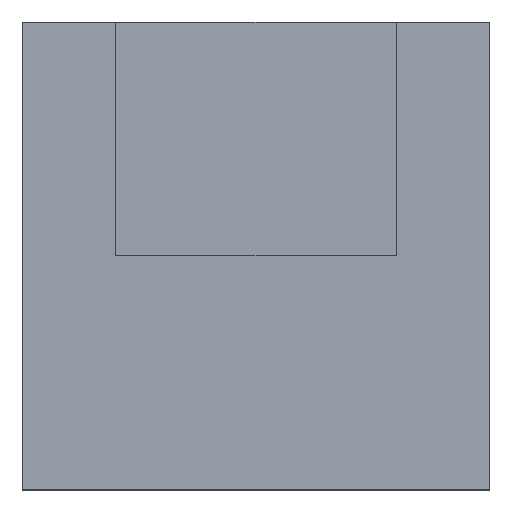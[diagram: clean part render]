
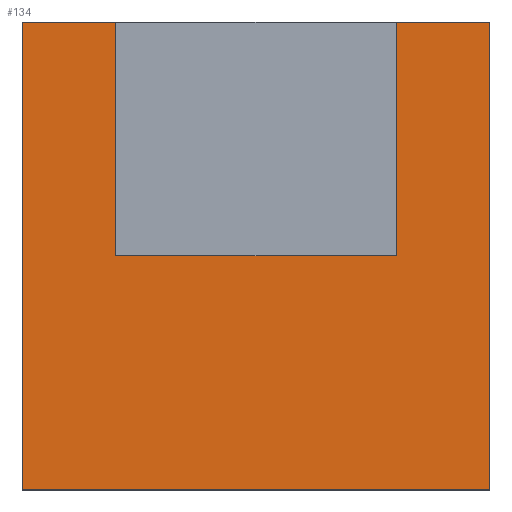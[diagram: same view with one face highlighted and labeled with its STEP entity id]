
A CAD part, top view. The second image highlights one B-rep face of the part: STEP entity #134.
In plain terms, the highlighted planar face has unit normal (0, 0, 1).
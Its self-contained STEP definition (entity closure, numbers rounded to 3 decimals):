
#16=FACE_OUTER_BOUND('',#23,.T.);
#23=EDGE_LOOP('',(#93,#94,#95,#96,#97,#98,#99,#100));
#30=LINE('',#199,#47);
#31=LINE('',#201,#48);
#32=LINE('',#203,#49);
#33=LINE('',#205,#50);
#34=LINE('',#207,#51);
#35=LINE('',#209,#52);
#36=LINE('',#211,#53);
#37=LINE('',#212,#54);
#47=VECTOR('',#166,10.);
#48=VECTOR('',#167,10.);
#49=VECTOR('',#168,10.);
#50=VECTOR('',#169,10.);
#51=VECTOR('',#170,10.);
#52=VECTOR('',#171,10.);
#53=VECTOR('',#172,10.);
#54=VECTOR('',#173,10.);
#64=VERTEX_POINT('',#197);
#65=VERTEX_POINT('',#198);
#66=VERTEX_POINT('',#200);
#67=VERTEX_POINT('',#202);
#68=VERTEX_POINT('',#204);
#69=VERTEX_POINT('',#206);
#70=VERTEX_POINT('',#208);
#71=VERTEX_POINT('',#210);
#76=EDGE_CURVE('',#64,#65,#30,.T.);
#77=EDGE_CURVE('',#65,#66,#31,.T.);
#78=EDGE_CURVE('',#66,#67,#32,.T.);
#79=EDGE_CURVE('',#67,#68,#33,.T.);
#80=EDGE_CURVE('',#68,#69,#34,.T.);
#81=EDGE_CURVE('',#69,#70,#35,.T.);
#82=EDGE_CURVE('',#70,#71,#36,.T.);
#83=EDGE_CURVE('',#71,#64,#37,.T.);
#93=ORIENTED_EDGE('',*,*,#76,.T.);
#94=ORIENTED_EDGE('',*,*,#77,.T.);
#95=ORIENTED_EDGE('',*,*,#78,.T.);
#96=ORIENTED_EDGE('',*,*,#79,.T.);
#97=ORIENTED_EDGE('',*,*,#80,.T.);
#98=ORIENTED_EDGE('',*,*,#81,.T.);
#99=ORIENTED_EDGE('',*,*,#82,.T.);
#100=ORIENTED_EDGE('',*,*,#83,.T.);
#127=PLANE('',#155);
#134=ADVANCED_FACE('',(#16),#127,.T.);
#155=AXIS2_PLACEMENT_3D('',#196,#164,#165);
#164=DIRECTION('center_axis',(0.,0.,1.));
#165=DIRECTION('ref_axis',(1.,0.,0.));
#166=DIRECTION('',(0.,-1.,0.));
#167=DIRECTION('',(-1.,0.,0.));
#168=DIRECTION('',(0.,1.,0.));
#169=DIRECTION('',(-1.,0.,0.));
#170=DIRECTION('',(0.,-1.,0.));
#171=DIRECTION('',(1.,0.,0.));
#172=DIRECTION('',(0.,1.,0.));
#173=DIRECTION('',(-1.,0.,0.));
#196=CARTESIAN_POINT('Origin',(0.,0.,0.9));
#197=CARTESIAN_POINT('',(0.6,1.,0.9));
#198=CARTESIAN_POINT('',(0.6,0.,0.9));
#199=CARTESIAN_POINT('',(0.6,0.,0.9));
#200=CARTESIAN_POINT('',(-0.6,0.,0.9));
#201=CARTESIAN_POINT('',(-0.3,0.,0.9));
#202=CARTESIAN_POINT('',(-0.6,1.,0.9));
#203=CARTESIAN_POINT('',(-0.6,0.5,0.9));
#204=CARTESIAN_POINT('',(-1.,1.,0.9));
#205=CARTESIAN_POINT('',(-1.,1.,0.9));
#206=CARTESIAN_POINT('',(-1.,-1.,0.9));
#207=CARTESIAN_POINT('',(-1.,-1.,0.9));
#208=CARTESIAN_POINT('',(1.,-1.,0.9));
#209=CARTESIAN_POINT('',(1.,-1.,0.9));
#210=CARTESIAN_POINT('',(1.,1.,0.9));
#211=CARTESIAN_POINT('',(1.,1.,0.9));
#212=CARTESIAN_POINT('',(-1.,1.,0.9));
